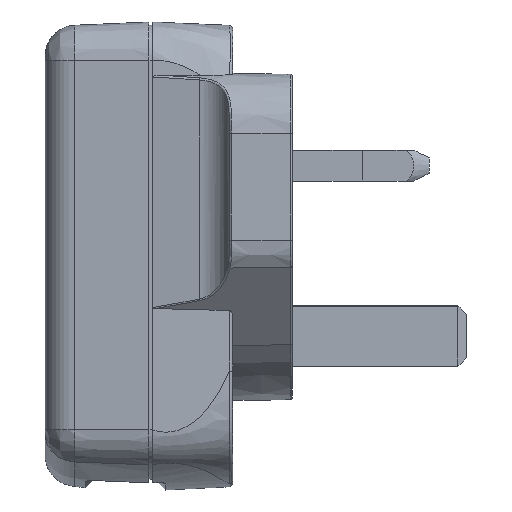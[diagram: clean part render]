
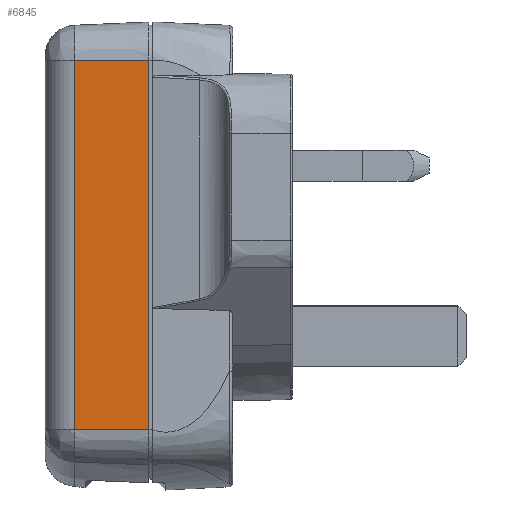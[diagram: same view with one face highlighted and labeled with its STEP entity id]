
A CAD part, left-side view. The second image highlights one B-rep face of the part: STEP entity #6845.
In plain terms, the highlighted planar face has unit normal (-0.999, 0.044, 0).
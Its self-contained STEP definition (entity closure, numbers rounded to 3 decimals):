
#89=DIRECTION('',(0.,0.,1.));
#90=VECTOR('',#89,48.078);
#91=CARTESIAN_POINT('',(-19.,0.5,-22.578));
#92=LINE('',#91,#90);
#2505=DIRECTION('',(0.,0.,-1.));
#2506=VECTOR('',#2505,48.078);
#2507=CARTESIAN_POINT('',(-18.578,10.174,25.5));
#2508=LINE('',#2507,#2506);
#2536=DIRECTION('',(0.044,0.999,0.));
#2537=VECTOR('',#2536,9.684);
#2538=CARTESIAN_POINT('',(-19.,0.5,25.5));
#2539=LINE('',#2538,#2537);
#2540=DIRECTION('',(-0.044,-0.999,0.));
#2541=VECTOR('',#2540,9.684);
#2542=CARTESIAN_POINT('',(-18.578,10.174,
-22.578));
#2543=LINE('',#2542,#2541);
#2674=CARTESIAN_POINT('',(-19.,0.5,-22.578));
#2675=VERTEX_POINT('',#2674);
#2676=CARTESIAN_POINT('',(-19.,0.5,25.5));
#2677=VERTEX_POINT('',#2676);
#3314=CARTESIAN_POINT('',(-18.578,10.174,
-22.578));
#3315=VERTEX_POINT('',#3314);
#3316=CARTESIAN_POINT('',(-18.578,10.174,25.5));
#3317=VERTEX_POINT('',#3316);
#6833=CARTESIAN_POINT('',(-19.,0.5,-24.474));
#6834=DIRECTION('',(-0.999,0.044,0.));
#6835=DIRECTION('',(0.,0.,-1.));
#6836=AXIS2_PLACEMENT_3D('',#6833,#6834,#6835);
#6837=PLANE('',#6836);
#6838=ORIENTED_EDGE('',*,*,#6762,.F.);
#6839=ORIENTED_EDGE('',*,*,#6828,.F.);
#6840=ORIENTED_EDGE('',*,*,#3429,.F.);
#6842=ORIENTED_EDGE('',*,*,#6841,.F.);
#6843=EDGE_LOOP('',(#6838,#6839,#6840,#6842));
#6844=FACE_OUTER_BOUND('',#6843,.F.);
#6845=ADVANCED_FACE('',(#6844),#6837,.T.);
#3429=EDGE_CURVE('',#2675,#2677,#92,.T.);
#6762=EDGE_CURVE('',#3317,#3315,#2508,.T.);
#6828=EDGE_CURVE('',#2677,#3317,#2539,.T.);
#6841=EDGE_CURVE('',#3315,#2675,#2543,.T.);
